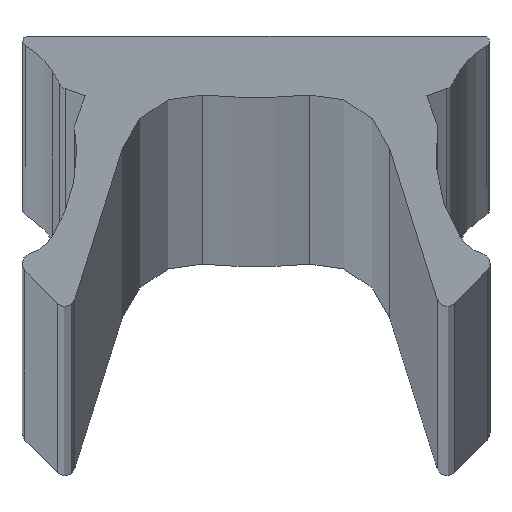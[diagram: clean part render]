
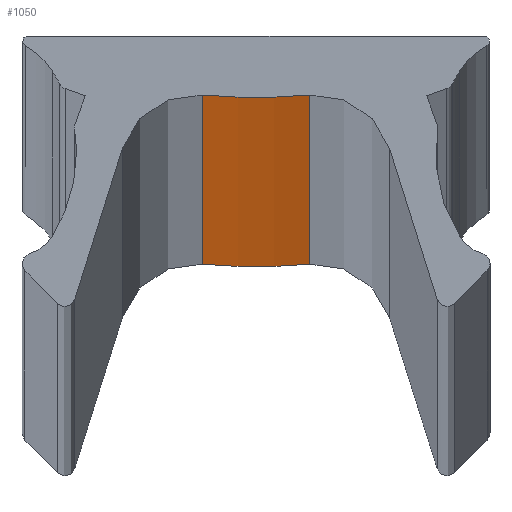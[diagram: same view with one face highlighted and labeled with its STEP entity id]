
A CAD part, top view. The second image highlights one B-rep face of the part: STEP entity #1050.
In plain terms, the highlighted cylindrical face has radius 12 mm (diameter 24 mm), a partial arc.
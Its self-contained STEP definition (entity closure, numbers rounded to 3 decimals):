
#82 = LINE ( 'NONE', #120, #1034 ) ;
#112 = ORIENTED_EDGE ( 'NONE', *, *, #192, .F. ) ;
#113 = VERTEX_POINT ( 'NONE', #386 ) ;
#120 = CARTESIAN_POINT ( 'NONE',  ( 1.055, -1.154, -20. ) ) ;
#139 = CARTESIAN_POINT ( 'NONE',  ( 0., 10.8, -1900. ) ) ;
#143 = CARTESIAN_POINT ( 'NONE',  ( -1.055, -1.154, -1900. ) ) ;
#192 = EDGE_CURVE ( 'NONE', #256, #272, #211, .T. ) ;
#204 = CARTESIAN_POINT ( 'NONE',  ( 0., 10.8, 0. ) ) ;
#211 = CIRCLE ( 'NONE', #932, 12. ) ;
#237 = FACE_OUTER_BOUND ( 'NONE', #589, .T. ) ;
#256 = VERTEX_POINT ( 'NONE', #527 ) ;
#272 = VERTEX_POINT ( 'NONE', #499 ) ;
#300 = DIRECTION ( 'NONE',  ( 1., 0., 0. ) ) ;
#313 = CARTESIAN_POINT ( 'NONE',  ( 0., 10.8, -20. ) ) ;
#342 = DIRECTION ( 'NONE',  ( 0., 0., -1. ) ) ;
#368 = ORIENTED_EDGE ( 'NONE', *, *, #434, .T. ) ;
#377 = LINE ( 'NONE', #1155, #1274 ) ;
#386 = CARTESIAN_POINT ( 'NONE',  ( 1.055, -1.154, -1900. ) ) ;
#434 = EDGE_CURVE ( 'NONE', #113, #272, #82, .T. ) ;
#499 = CARTESIAN_POINT ( 'NONE',  ( 1.055, -1.154, 0. ) ) ;
#510 = DIRECTION ( 'NONE',  ( 1., 0., 0. ) ) ;
#527 = CARTESIAN_POINT ( 'NONE',  ( -1.055, -1.154, 0. ) ) ;
#532 = EDGE_CURVE ( 'NONE', #113, #1213, #1068, .T. ) ;
#589 = EDGE_LOOP ( 'NONE', ( #368, #112, #1156, #912 ) ) ;
#705 = CYLINDRICAL_SURFACE ( 'NONE', #1045, 12. ) ;
#729 = AXIS2_PLACEMENT_3D ( 'NONE', #139, #342, #1017 ) ;
#806 = DIRECTION ( 'NONE',  ( 0., 0., 1. ) ) ;
#912 = ORIENTED_EDGE ( 'NONE', *, *, #532, .F. ) ;
#932 = AXIS2_PLACEMENT_3D ( 'NONE', #204, #1094, #300 ) ;
#1000 = DIRECTION ( 'NONE',  ( 0., 0., 1. ) ) ;
#1017 = DIRECTION ( 'NONE',  ( 1., 0., 0. ) ) ;
#1034 = VECTOR ( 'NONE', #806, 1000. ) ;
#1045 = AXIS2_PLACEMENT_3D ( 'NONE', #313, #1000, #510 ) ;
#1050 = ADVANCED_FACE ( 'NONE', ( #237 ), #705, .T. ) ;
#1068 = CIRCLE ( 'NONE', #729, 12. ) ;
#1094 = DIRECTION ( 'NONE',  ( 0., 0., 1. ) ) ;
#1155 = CARTESIAN_POINT ( 'NONE',  ( -1.055, -1.154, -20. ) ) ;
#1156 = ORIENTED_EDGE ( 'NONE', *, *, #1263, .T. ) ;
#1160 = DIRECTION ( 'NONE',  ( 0., 0., -1. ) ) ;
#1213 = VERTEX_POINT ( 'NONE', #143 ) ;
#1263 = EDGE_CURVE ( 'NONE', #256, #1213, #377, .T. ) ;
#1274 = VECTOR ( 'NONE', #1160, 1000. ) ;
